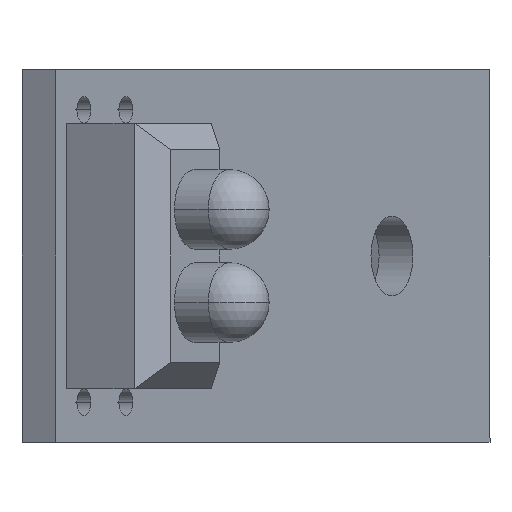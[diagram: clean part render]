
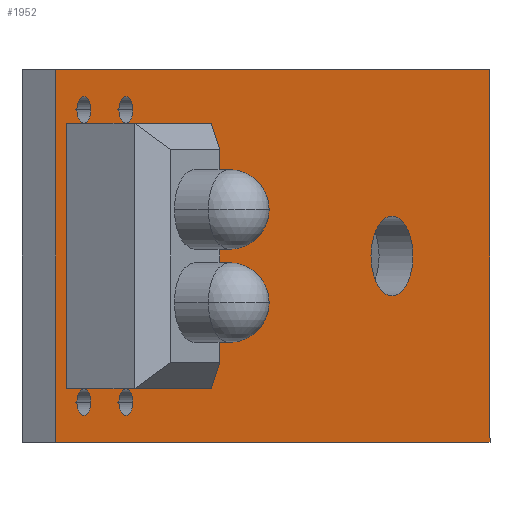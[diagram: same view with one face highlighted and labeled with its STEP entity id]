
A CAD part, front view. The second image highlights one B-rep face of the part: STEP entity #1952.
In plain terms, the highlighted planar face has unit normal (0.85, -0.526, 0).
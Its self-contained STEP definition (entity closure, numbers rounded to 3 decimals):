
#24 = CARTESIAN_POINT ( 'NONE',  ( -9.86, -18.977, 1.5 ) ) ;
#100 = EDGE_LOOP ( 'NONE', ( #981, #3672, #5058, #6193 ) ) ;
#110 = DIRECTION ( 'NONE',  ( -0.85, 0.526, 0. ) ) ;
#160 = VERTEX_POINT ( 'NONE', #6391 ) ;
#169 = ORIENTED_EDGE ( 'NONE', *, *, #2671, .T. ) ;
#263 = CARTESIAN_POINT ( 'NONE',  ( 4.092, 3.553, 0. ) ) ;
#301 = DIRECTION ( 'NONE',  ( -0.85, 0.526, 0. ) ) ;
#445 = VERTEX_POINT ( 'NONE', #3950 ) ;
#453 = DIRECTION ( 'NONE',  ( 0.526, 0.85, 0. ) ) ;
#477 = VERTEX_POINT ( 'NONE', #4473 ) ;
#531 = AXIS2_PLACEMENT_3D ( 'NONE', #4505, #5543, #4966 ) ;
#734 = ORIENTED_EDGE ( 'NONE', *, *, #6030, .T. ) ;
#756 = FACE_BOUND ( 'NONE', #5663, .T. ) ;
#901 = CIRCLE ( 'NONE', #3450, 0.5 ) ;
#971 = AXIS2_PLACEMENT_3D ( 'NONE', #4529, #110, #2535 ) ;
#981 = ORIENTED_EDGE ( 'NONE', *, *, #2016, .F. ) ;
#997 = AXIS2_PLACEMENT_3D ( 'NONE', #4734, #301, #4854 ) ;
#998 = LINE ( 'NONE', #5911, #2330 ) ;
#1082 = ORIENTED_EDGE ( 'NONE', *, *, #4839, .T. ) ;
#1090 = DIRECTION ( 'NONE',  ( -0.85, 0.526, 0. ) ) ;
#1103 = VERTEX_POINT ( 'NONE', #24 ) ;
#1154 = DIRECTION ( 'NONE',  ( 0., 0., 1. ) ) ;
#1161 = CARTESIAN_POINT ( 'NONE',  ( -11.176, -21.102, 7. ) ) ;
#1171 = CIRCLE ( 'NONE', #971, 0.5 ) ;
#1183 = CARTESIAN_POINT ( 'NONE',  ( -11.176, -21.102, 12.5 ) ) ;
#1217 = EDGE_LOOP ( 'NONE', ( #5471, #6020 ) ) ;
#1251 = DIRECTION ( 'NONE',  ( -0.85, 0.526, 0. ) ) ;
#1261 = CARTESIAN_POINT ( 'NONE',  ( -9.86, -18.977, 12.5 ) ) ;
#1276 = ORIENTED_EDGE ( 'NONE', *, *, #4979, .T. ) ;
#1300 = CIRCLE ( 'NONE', #1816, 1.5 ) ;
#1339 = ORIENTED_EDGE ( 'NONE', *, *, #2745, .T. ) ;
#1502 = CIRCLE ( 'NONE', #3250, 0.5 ) ;
#1511 = CIRCLE ( 'NONE', #5324, 0.5 ) ;
#1743 = DIRECTION ( 'NONE',  ( -0.85, 0.526, 0. ) ) ;
#1774 = VECTOR ( 'NONE', #3047, 1000. ) ;
#1778 = AXIS2_PLACEMENT_3D ( 'NONE', #1161, #5084, #2261 ) ;
#1787 = CARTESIAN_POINT ( 'NONE',  ( -10.913, -20.677, 12.5 ) ) ;
#1816 = AXIS2_PLACEMENT_3D ( 'NONE', #6337, #5370, #3365 ) ;
#1834 = CARTESIAN_POINT ( 'NONE',  ( -9.596, -18.552, 1.5 ) ) ;
#1952 = ADVANCED_FACE ( 'NONE', ( #2334, #756, #3734, #6155, #4727, #3222, #2202 ), #3187, .T. ) ;
#1954 = CARTESIAN_POINT ( 'NONE',  ( 0.407, -2.398, 5.5 ) ) ;
#2016 = EDGE_CURVE ( 'NONE', #5183, #3682, #5293, .T. ) ;
#2133 = CARTESIAN_POINT ( 'NONE',  ( -10.913, -20.677, 1.5 ) ) ;
#2159 = EDGE_CURVE ( 'NONE', #3686, #6131, #4254, .T. ) ;
#2197 = ORIENTED_EDGE ( 'NONE', *, *, #5826, .T. ) ;
#2202 = FACE_BOUND ( 'NONE', #4622, .T. ) ;
#2212 = CARTESIAN_POINT ( 'NONE',  ( -9.596, -18.552, 12.5 ) ) ;
#2239 = DIRECTION ( 'NONE',  ( 0.85, -0.526, 0. ) ) ;
#2260 = VERTEX_POINT ( 'NONE', #1954 ) ;
#2261 = DIRECTION ( 'NONE',  ( 0.526, 0.85, 0. ) ) ;
#2271 = EDGE_CURVE ( 'NONE', #6135, #4223, #6232, .T. ) ;
#2330 = VECTOR ( 'NONE', #4841, 1000. ) ;
#2334 = FACE_OUTER_BOUND ( 'NONE', #100, .T. ) ;
#2391 = EDGE_CURVE ( 'NONE', #3453, #477, #2798, .T. ) ;
#2498 = CARTESIAN_POINT ( 'NONE',  ( -9.596, -18.552, 12.5 ) ) ;
#2529 = DIRECTION ( 'NONE',  ( 0.526, 0.85, 0. ) ) ;
#2535 = DIRECTION ( 'NONE',  ( 0.526, 0.85, 0. ) ) ;
#2658 = DIRECTION ( 'NONE',  ( -0.526, -0.85, 0. ) ) ;
#2671 = EDGE_CURVE ( 'NONE', #4223, #6135, #5479, .T. ) ;
#2689 = DIRECTION ( 'NONE',  ( -0.85, 0.526, 0. ) ) ;
#2724 = DIRECTION ( 'NONE',  ( 0.526, 0.85, 0. ) ) ;
#2745 = EDGE_CURVE ( 'NONE', #5518, #5772, #4550, .T. ) ;
#2798 = CIRCLE ( 'NONE', #531, 0.5 ) ;
#2961 = VERTEX_POINT ( 'NONE', #2133 ) ;
#3008 = CARTESIAN_POINT ( 'NONE',  ( 0.407, -2.398, 7. ) ) ;
#3047 = DIRECTION ( 'NONE',  ( 0., 0., 1. ) ) ;
#3130 = CARTESIAN_POINT ( 'NONE',  ( 4.092, 3.553, 0. ) ) ;
#3137 = CARTESIAN_POINT ( 'NONE',  ( 4.092, 3.553, 0. ) ) ;
#3187 = PLANE ( 'NONE',  #5062 ) ;
#3222 = FACE_BOUND ( 'NONE', #6058, .T. ) ;
#3250 = AXIS2_PLACEMENT_3D ( 'NONE', #1834, #1251, #5181 ) ;
#3269 = CARTESIAN_POINT ( 'NONE',  ( 4.092, 3.553, 14. ) ) ;
#3284 = EDGE_CURVE ( 'NONE', #477, #3453, #4563, .T. ) ;
#3365 = DIRECTION ( 'NONE',  ( 0., 0., 1. ) ) ;
#3443 = CARTESIAN_POINT ( 'NONE',  ( -12.229, -22.803, 0. ) ) ;
#3450 = AXIS2_PLACEMENT_3D ( 'NONE', #2498, #4467, #2529 ) ;
#3453 = VERTEX_POINT ( 'NONE', #3658 ) ;
#3601 = DIRECTION ( 'NONE',  ( 0.526, 0.85, 0. ) ) ;
#3603 = EDGE_CURVE ( 'NONE', #4769, #1103, #1171, .T. ) ;
#3617 = LINE ( 'NONE', #3137, #6137 ) ;
#3627 = EDGE_CURVE ( 'NONE', #6131, #5183, #3617, .T. ) ;
#3658 = CARTESIAN_POINT ( 'NONE',  ( -10.913, -20.677, 7. ) ) ;
#3672 = ORIENTED_EDGE ( 'NONE', *, *, #3627, .F. ) ;
#3682 = VERTEX_POINT ( 'NONE', #4104 ) ;
#3686 = VERTEX_POINT ( 'NONE', #3269 ) ;
#3734 = FACE_BOUND ( 'NONE', #4022, .T. ) ;
#3767 = CIRCLE ( 'NONE', #997, 0.5 ) ;
#3922 = DIRECTION ( 'NONE',  ( -0.85, 0.526, 0. ) ) ;
#3950 = CARTESIAN_POINT ( 'NONE',  ( -11.439, -21.528, 1.5 ) ) ;
#4022 = EDGE_LOOP ( 'NONE', ( #1339, #734 ) ) ;
#4104 = CARTESIAN_POINT ( 'NONE',  ( -12.229, -22.803, 14. ) ) ;
#4137 = DIRECTION ( 'NONE',  ( 0.526, 0.85, 0. ) ) ;
#4140 = ORIENTED_EDGE ( 'NONE', *, *, #3603, .T. ) ;
#4186 = CARTESIAN_POINT ( 'NONE',  ( 4.092, 3.553, 0. ) ) ;
#4194 = DIRECTION ( 'NONE',  ( 0., 0., -1. ) ) ;
#4221 = DIRECTION ( 'NONE',  ( 0., 0., -1. ) ) ;
#4223 = VERTEX_POINT ( 'NONE', #5456 ) ;
#4254 = LINE ( 'NONE', #4186, #5483 ) ;
#4280 = CIRCLE ( 'NONE', #5316, 1.5 ) ;
#4318 = CARTESIAN_POINT ( 'NONE',  ( -9.333, -18.127, 1.5 ) ) ;
#4354 = CARTESIAN_POINT ( 'NONE',  ( -11.176, -21.102, 12.5 ) ) ;
#4467 = DIRECTION ( 'NONE',  ( -0.85, 0.526, 0. ) ) ;
#4473 = CARTESIAN_POINT ( 'NONE',  ( -11.439, -21.528, 7. ) ) ;
#4505 = CARTESIAN_POINT ( 'NONE',  ( -11.176, -21.102, 7. ) ) ;
#4529 = CARTESIAN_POINT ( 'NONE',  ( -9.596, -18.552, 1.5 ) ) ;
#4541 = AXIS2_PLACEMENT_3D ( 'NONE', #4354, #3922, #453 ) ;
#4550 = CIRCLE ( 'NONE', #4874, 0.5 ) ;
#4563 = CIRCLE ( 'NONE', #1778, 0.5 ) ;
#4622 = EDGE_LOOP ( 'NONE', ( #1082, #1276 ) ) ;
#4727 = FACE_BOUND ( 'NONE', #1217, .T. ) ;
#4734 = CARTESIAN_POINT ( 'NONE',  ( -11.176, -21.102, 1.5 ) ) ;
#4750 = EDGE_CURVE ( 'NONE', #3682, #3686, #998, .T. ) ;
#4769 = VERTEX_POINT ( 'NONE', #4318 ) ;
#4839 = EDGE_CURVE ( 'NONE', #2260, #160, #4280, .T. ) ;
#4841 = DIRECTION ( 'NONE',  ( 0.526, 0.85, 0. ) ) ;
#4854 = DIRECTION ( 'NONE',  ( 0.526, 0.85, 0. ) ) ;
#4874 = AXIS2_PLACEMENT_3D ( 'NONE', #2212, #2689, #4137 ) ;
#4966 = DIRECTION ( 'NONE',  ( 0.526, 0.85, 0. ) ) ;
#4979 = EDGE_CURVE ( 'NONE', #160, #2260, #1300, .T. ) ;
#5058 = ORIENTED_EDGE ( 'NONE', *, *, #2159, .F. ) ;
#5062 = AXIS2_PLACEMENT_3D ( 'NONE', #263, #2239, #4194 ) ;
#5084 = DIRECTION ( 'NONE',  ( -0.85, 0.526, 0. ) ) ;
#5166 = AXIS2_PLACEMENT_3D ( 'NONE', #1183, #6199, #2724 ) ;
#5181 = DIRECTION ( 'NONE',  ( 0.526, 0.85, 0. ) ) ;
#5183 = VERTEX_POINT ( 'NONE', #6099 ) ;
#5273 = EDGE_CURVE ( 'NONE', #2961, #445, #3767, .T. ) ;
#5282 = ORIENTED_EDGE ( 'NONE', *, *, #2271, .T. ) ;
#5293 = LINE ( 'NONE', #3443, #1774 ) ;
#5316 = AXIS2_PLACEMENT_3D ( 'NONE', #3008, #1090, #1154 ) ;
#5324 = AXIS2_PLACEMENT_3D ( 'NONE', #6184, #1743, #3601 ) ;
#5370 = DIRECTION ( 'NONE',  ( -0.85, 0.526, 0. ) ) ;
#5456 = CARTESIAN_POINT ( 'NONE',  ( -11.439, -21.528, 12.5 ) ) ;
#5471 = ORIENTED_EDGE ( 'NONE', *, *, #6397, .T. ) ;
#5479 = CIRCLE ( 'NONE', #5166, 0.5 ) ;
#5483 = VECTOR ( 'NONE', #4221, 1000. ) ;
#5518 = VERTEX_POINT ( 'NONE', #1261 ) ;
#5543 = DIRECTION ( 'NONE',  ( -0.85, 0.526, 0. ) ) ;
#5663 = EDGE_LOOP ( 'NONE', ( #169, #5282 ) ) ;
#5675 = CARTESIAN_POINT ( 'NONE',  ( -9.333, -18.127, 12.5 ) ) ;
#5772 = VERTEX_POINT ( 'NONE', #5675 ) ;
#5826 = EDGE_CURVE ( 'NONE', #1103, #4769, #1502, .T. ) ;
#5899 = ORIENTED_EDGE ( 'NONE', *, *, #3284, .T. ) ;
#5911 = CARTESIAN_POINT ( 'NONE',  ( 4.092, 3.553, 14. ) ) ;
#6020 = ORIENTED_EDGE ( 'NONE', *, *, #5273, .T. ) ;
#6030 = EDGE_CURVE ( 'NONE', #5772, #5518, #901, .T. ) ;
#6058 = EDGE_LOOP ( 'NONE', ( #2197, #4140 ) ) ;
#6099 = CARTESIAN_POINT ( 'NONE',  ( -12.229, -22.803, 0. ) ) ;
#6122 = ORIENTED_EDGE ( 'NONE', *, *, #2391, .T. ) ;
#6131 = VERTEX_POINT ( 'NONE', #3130 ) ;
#6135 = VERTEX_POINT ( 'NONE', #1787 ) ;
#6137 = VECTOR ( 'NONE', #2658, 1000. ) ;
#6155 = FACE_BOUND ( 'NONE', #6233, .T. ) ;
#6184 = CARTESIAN_POINT ( 'NONE',  ( -11.176, -21.102, 1.5 ) ) ;
#6193 = ORIENTED_EDGE ( 'NONE', *, *, #4750, .F. ) ;
#6199 = DIRECTION ( 'NONE',  ( -0.85, 0.526, 0. ) ) ;
#6232 = CIRCLE ( 'NONE', #4541, 0.5 ) ;
#6233 = EDGE_LOOP ( 'NONE', ( #5899, #6122 ) ) ;
#6337 = CARTESIAN_POINT ( 'NONE',  ( 0.407, -2.398, 7. ) ) ;
#6391 = CARTESIAN_POINT ( 'NONE',  ( 0.407, -2.398, 8.5 ) ) ;
#6397 = EDGE_CURVE ( 'NONE', #445, #2961, #1511, .T. ) ;
